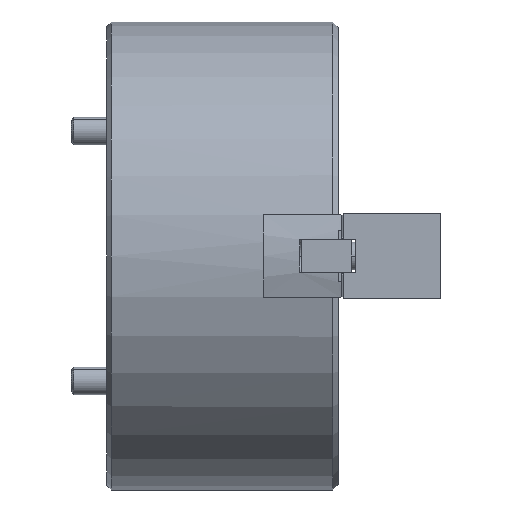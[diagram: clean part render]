
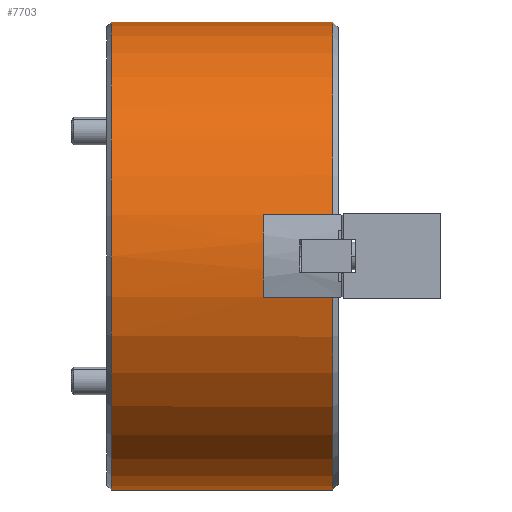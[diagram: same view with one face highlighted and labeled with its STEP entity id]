
A CAD part, front view. The second image highlights one B-rep face of the part: STEP entity #7703.
In plain terms, the highlighted cylindrical face has radius 85 mm (diameter 170 mm), a partial arc.
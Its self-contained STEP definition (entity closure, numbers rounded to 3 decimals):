
#1757 = DIRECTION ( 'NONE',  ( -1., 0., 0. ) ) ;
#1938 = CARTESIAN_POINT ( 'NONE',  ( -2., 0., 0. ) ) ;
#2201 = DIRECTION ( 'NONE',  ( 0., 0., -1. ) ) ;
#2513 = CARTESIAN_POINT ( 'NONE',  ( 0., 0., -85. ) ) ;
#2859 = ORIENTED_EDGE ( 'NONE', *, *, #31433, .T. ) ;
#4232 = CARTESIAN_POINT ( 'NONE',  ( 0., -83.666, -15. ) ) ;
#4414 = DIRECTION ( 'NONE',  ( 0., 0., -1. ) ) ;
#4425 = DIRECTION ( 'NONE',  ( 1., 0., 0. ) ) ;
#5087 = CARTESIAN_POINT ( 'NONE',  ( -27., -83.666, -15. ) ) ;
#5854 = ORIENTED_EDGE ( 'NONE', *, *, #6937, .F. ) ;
#6135 = VERTEX_POINT ( 'NONE', #7997 ) ;
#6155 = ORIENTED_EDGE ( 'NONE', *, *, #22691, .T. ) ;
#6924 = CARTESIAN_POINT ( 'NONE',  ( 0., 0., 85. ) ) ;
#6937 = EDGE_CURVE ( 'NONE', #19167, #16268, #11833, .T. ) ;
#7266 = CARTESIAN_POINT ( 'NONE',  ( -2., 0., 85. ) ) ;
#7703 = ADVANCED_FACE ( 'NONE', ( #17143 ), #22857, .T. ) ;
#7984 = CARTESIAN_POINT ( 'NONE',  ( 0., 0., 0. ) ) ;
#7997 = CARTESIAN_POINT ( 'NONE',  ( -82.5, 0., -85. ) ) ;
#8031 = ORIENTED_EDGE ( 'NONE', *, *, #14709, .T. ) ;
#8152 = CARTESIAN_POINT ( 'NONE',  ( 0., -83.666, 15. ) ) ;
#9209 = EDGE_CURVE ( 'NONE', #16508, #18879, #18931, .T. ) ;
#9838 = ORIENTED_EDGE ( 'NONE', *, *, #10435, .T. ) ;
#10435 = EDGE_CURVE ( 'NONE', #14493, #22422, #21899, .T. ) ;
#10878 = EDGE_CURVE ( 'NONE', #6135, #16508, #27580, .T. ) ;
#11833 = LINE ( 'NONE', #6924, #24048 ) ;
#12497 = AXIS2_PLACEMENT_3D ( 'NONE', #7984, #27485, #15255 ) ;
#13129 = CARTESIAN_POINT ( 'NONE',  ( -2., 0., -85. ) ) ;
#13140 = CARTESIAN_POINT ( 'NONE',  ( -2., 0., 0. ) ) ;
#14493 = VERTEX_POINT ( 'NONE', #18144 ) ;
#14709 = EDGE_CURVE ( 'NONE', #19167, #6135, #20453, .T. ) ;
#15251 = ORIENTED_EDGE ( 'NONE', *, *, #9209, .T. ) ;
#15255 = DIRECTION ( 'NONE',  ( 0., 0., -1. ) ) ;
#15379 = AXIS2_PLACEMENT_3D ( 'NONE', #13140, #30172, #15604 ) ;
#15604 = DIRECTION ( 'NONE',  ( 0., 0., -1. ) ) ;
#16254 = AXIS2_PLACEMENT_3D ( 'NONE', #19093, #4425, #21535 ) ;
#16268 = VERTEX_POINT ( 'NONE', #7266 ) ;
#16300 = CARTESIAN_POINT ( 'NONE',  ( -2., -83.666, -15. ) ) ;
#16508 = VERTEX_POINT ( 'NONE', #13129 ) ;
#16912 = DIRECTION ( 'NONE',  ( -1., 0., 0. ) ) ;
#17143 = FACE_OUTER_BOUND ( 'NONE', #27345, .T. ) ;
#17512 = CIRCLE ( 'NONE', #15379, 85. ) ;
#18144 = CARTESIAN_POINT ( 'NONE',  ( -27., -83.666, 15. ) ) ;
#18879 = VERTEX_POINT ( 'NONE', #16300 ) ;
#18931 = CIRCLE ( 'NONE', #25775, 85. ) ;
#19087 = DIRECTION ( 'NONE',  ( -1., 0., 0. ) ) ;
#19093 = CARTESIAN_POINT ( 'NONE',  ( -82.5, 0., 0. ) ) ;
#19167 = VERTEX_POINT ( 'NONE', #27258 ) ;
#20453 = CIRCLE ( 'NONE', #16254, 85. ) ;
#21535 = DIRECTION ( 'NONE',  ( 0., 0., 1. ) ) ;
#21885 = LINE ( 'NONE', #4232, #27602 ) ;
#21899 = LINE ( 'NONE', #8152, #27612 ) ;
#22099 = DIRECTION ( 'NONE',  ( 1., 0., 0. ) ) ;
#22422 = VERTEX_POINT ( 'NONE', #25543 ) ;
#22691 = EDGE_CURVE ( 'NONE', #23371, #14493, #25052, .T. ) ;
#22857 = CYLINDRICAL_SURFACE ( 'NONE', #12497, 85. ) ;
#23371 = VERTEX_POINT ( 'NONE', #5087 ) ;
#24022 = DIRECTION ( 'NONE',  ( 1., 0., 0. ) ) ;
#24048 = VECTOR ( 'NONE', #24022, 1000. ) ;
#24888 = EDGE_CURVE ( 'NONE', #18879, #23371, #21885, .T. ) ;
#25052 = CIRCLE ( 'NONE', #26680, 85. ) ;
#25543 = CARTESIAN_POINT ( 'NONE',  ( -2., -83.666, 15. ) ) ;
#25775 = AXIS2_PLACEMENT_3D ( 'NONE', #1938, #19087, #4414 ) ;
#26083 = ORIENTED_EDGE ( 'NONE', *, *, #10878, .T. ) ;
#26680 = AXIS2_PLACEMENT_3D ( 'NONE', #31475, #16912, #2201 ) ;
#26836 = VECTOR ( 'NONE', #22099, 1000. ) ;
#27258 = CARTESIAN_POINT ( 'NONE',  ( -82.5, 0., 85. ) ) ;
#27345 = EDGE_LOOP ( 'NONE', ( #5854, #8031, #26083, #15251, #29976, #6155, #9838, #2859 ) ) ;
#27485 = DIRECTION ( 'NONE',  ( 1., 0., 0. ) ) ;
#27580 = LINE ( 'NONE', #2513, #26836 ) ;
#27602 = VECTOR ( 'NONE', #1757, 1000. ) ;
#27612 = VECTOR ( 'NONE', #27658, 1000. ) ;
#27658 = DIRECTION ( 'NONE',  ( 1., 0., 0. ) ) ;
#29976 = ORIENTED_EDGE ( 'NONE', *, *, #24888, .T. ) ;
#30172 = DIRECTION ( 'NONE',  ( -1., 0., 0. ) ) ;
#31433 = EDGE_CURVE ( 'NONE', #22422, #16268, #17512, .T. ) ;
#31475 = CARTESIAN_POINT ( 'NONE',  ( -27., 0., 0. ) ) ;
